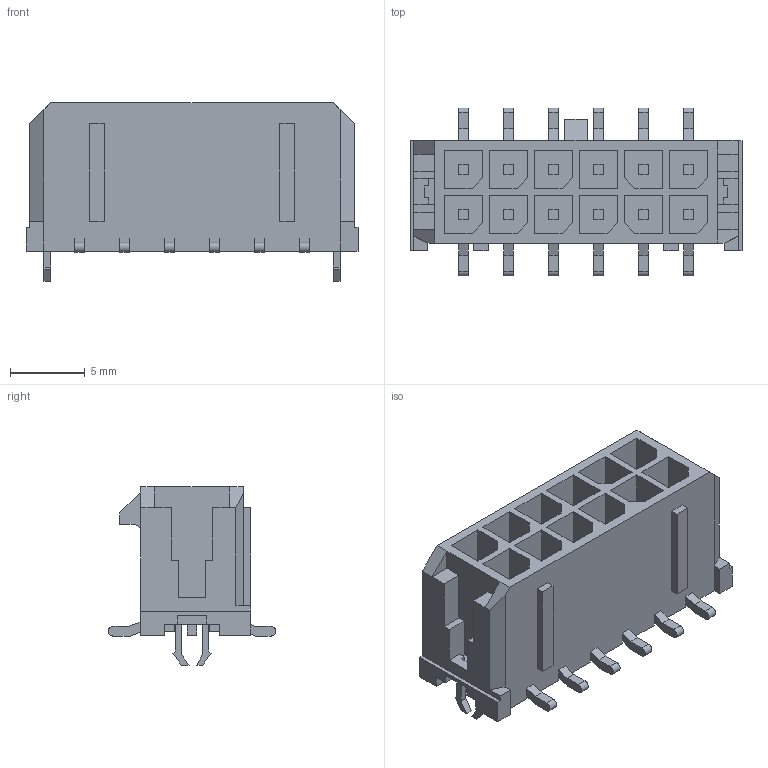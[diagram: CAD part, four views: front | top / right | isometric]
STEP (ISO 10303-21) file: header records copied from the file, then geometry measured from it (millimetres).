
FILE_DESCRIPTION (( 'STEP AP214' ), '1' );
FILE_NAME ('Molex Micro-Fit 3.0 12-pin Vertical Plug SMD- 430451215.STEP', '2015-02-21T08:11:23', ( '' ), ( '' ), 'SwSTEP 2.0', 'SolidWorks 2014', '' );
FILE_SCHEMA (( 'AUTOMOTIVE_DESIGN' ));
Length unit declared in the file: inch
Products named in the file (1): Molex Micro-Fit 3.0 12-pin Vertical Plug SMD- 430451215
Bounding box: 22.15 x 11.2 x 11.91 mm (x, y, z)
Volume: 898.5 mm3; surface area: 1979.6 mm2
Topology: 1 solids, 1 shells, 505 faces, 1286 edges, 814 vertices
Faces by surface type: plane 492, cylinder 13
Entity records: 16782 total; most frequent: CARTESIAN_POINT 2606, ORIENTED_EDGE 2572, DIRECTION 2324, EDGE_CURVE 1286, LINE 1260, VECTOR 1260, VERTEX_POINT 814, EDGE_LOOP 536
